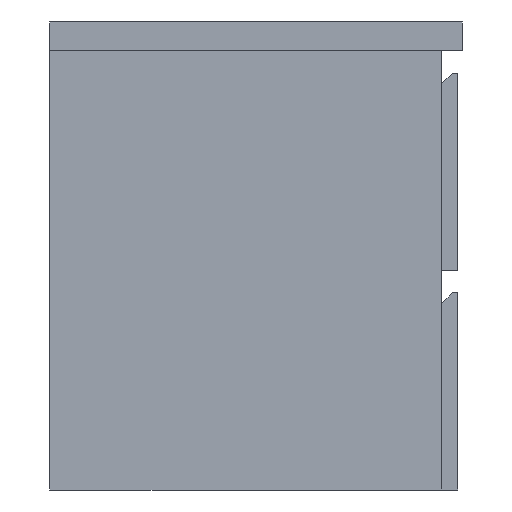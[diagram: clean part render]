
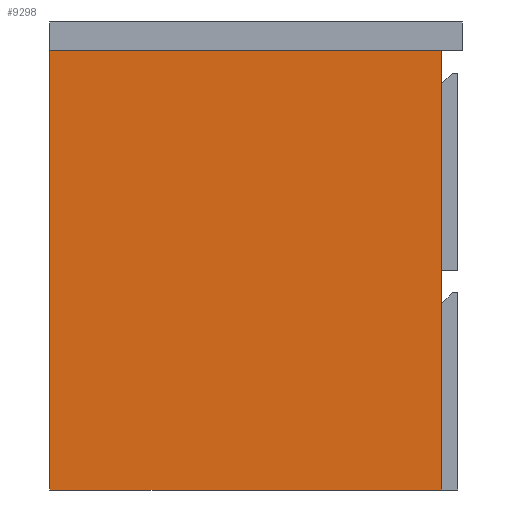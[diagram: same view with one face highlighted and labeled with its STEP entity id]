
A CAD part, left-side view. The second image highlights one B-rep face of the part: STEP entity #9298.
In plain terms, the highlighted face is planar.
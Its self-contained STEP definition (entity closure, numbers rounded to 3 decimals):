
#371 = EDGE_LOOP ( 'NONE', ( #443, #1679, #16665, #3656 ) ) ;
#443 = ORIENTED_EDGE ( 'NONE', *, *, #5535, .F. ) ;
#457 = VERTEX_POINT ( 'NONE', #10121 ) ;
#1679 = ORIENTED_EDGE ( 'NONE', *, *, #18035, .F. ) ;
#2015 = LINE ( 'NONE', #7051, #4354 ) ;
#2768 = DIRECTION ( 'NONE',  ( 0., 0., -1. ) ) ;
#3656 = ORIENTED_EDGE ( 'NONE', *, *, #21053, .F. ) ;
#3798 = CARTESIAN_POINT ( 'NONE',  ( 0., 437., -2. ) ) ;
#4354 = VECTOR ( 'NONE', #10640, 1000. ) ;
#5535 = EDGE_CURVE ( 'EFI102', #8500, #18005, #10983, .T. ) ;
#5962 = VECTOR ( 'NONE', #8757, 1000. ) ;
#6431 = CARTESIAN_POINT ( 'NONE',  ( 0., 0., -2. ) ) ;
#7051 = CARTESIAN_POINT ( 'NONE',  ( 0., 437., -2. ) ) ;
#8246 = PLANE ( 'NONE',  #15389 ) ;
#8500 = VERTEX_POINT ( 'NONE', #16237 ) ;
#8757 = DIRECTION ( 'NONE',  ( 1., 0., 0. ) ) ;
#9298 = ADVANCED_FACE ( 'NONE', ( #20655 ), #8246, .T. ) ;
#10121 = CARTESIAN_POINT ( 'NONE',  ( 490., 0., -2. ) ) ;
#10640 = DIRECTION ( 'NONE',  ( -1., 0., 0. ) ) ;
#10983 = LINE ( 'NONE', #3798, #13314 ) ;
#13314 = VECTOR ( 'NONE', #16418, 1000. ) ;
#14859 = CARTESIAN_POINT ( 'NONE',  ( 490., 437., -2. ) ) ;
#15389 = AXIS2_PLACEMENT_3D ( 'NONE', #19655, #2768, #23541 ) ;
#16237 = CARTESIAN_POINT ( 'NONE',  ( 0., 437., -2. ) ) ;
#16418 = DIRECTION ( 'NONE',  ( 0., -1., 0. ) ) ;
#16665 = ORIENTED_EDGE ( 'NONE', *, *, #18886, .F. ) ;
#16758 = DIRECTION ( 'NONE',  ( 0., 1., 0. ) ) ;
#17224 = CARTESIAN_POINT ( 'NONE',  ( 490., 437., -2. ) ) ;
#18005 = VERTEX_POINT ( 'NONE', #6431 ) ;
#18035 = EDGE_CURVE ( 'EFI103', #21303, #8500, #2015, .T. ) ;
#18834 = VECTOR ( 'NONE', #16758, 1000. ) ;
#18886 = EDGE_CURVE ( 'EFI100', #457, #21303, #23832, .T. ) ;
#19655 = CARTESIAN_POINT ( 'NONE',  ( 0., 437., -2. ) ) ;
#19908 = CARTESIAN_POINT ( 'NONE',  ( 0., 0., -2. ) ) ;
#20655 = FACE_OUTER_BOUND ( 'NONE', #371, .T. ) ;
#20920 = LINE ( 'NONE', #19908, #5962 ) ;
#21053 = EDGE_CURVE ( 'EFI101', #18005, #457, #20920, .T. ) ;
#21303 = VERTEX_POINT ( 'NONE', #17224 ) ;
#23541 = DIRECTION ( 'NONE',  ( -1., 0., 0. ) ) ;
#23832 = LINE ( 'NONE', #14859, #18834 ) ;
